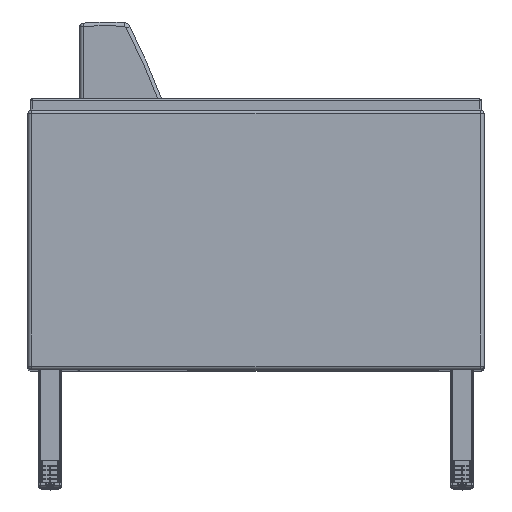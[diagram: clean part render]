
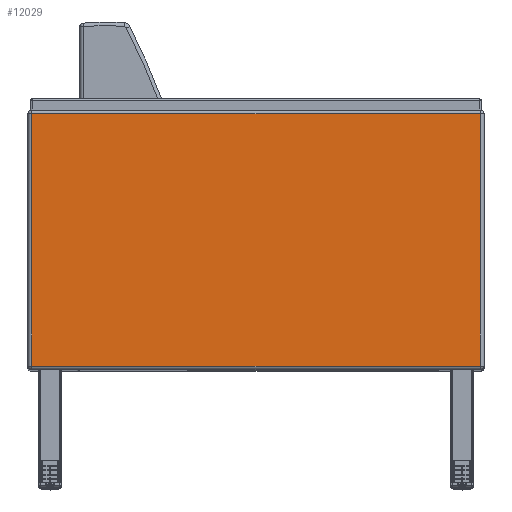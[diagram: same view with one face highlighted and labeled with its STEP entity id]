
A CAD part, top view. The second image highlights one B-rep face of the part: STEP entity #12029.
In plain terms, the highlighted planar face has unit normal (0, 0, 1).
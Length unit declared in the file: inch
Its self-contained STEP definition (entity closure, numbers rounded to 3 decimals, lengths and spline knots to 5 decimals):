
#1042=PLANE('',#12956);
#1293=LINE('',#18044,#2009);
#1295=LINE('',#18047,#2011);
#1305=LINE('',#18062,#2021);
#1307=LINE('',#18065,#2023);
#2009=VECTOR('',#14439,30.25);
#2011=VECTOR('',#14443,17.);
#2021=VECTOR('',#14463,17.);
#2023=VECTOR('',#14467,30.25);
#3013=FACE_OUTER_BOUND('',#3904,.T.);
#3904=EDGE_LOOP('',(#8412,#8413,#8414,#8415));
#5503=VERTEX_POINT('',#17980);
#5509=VERTEX_POINT('',#17994);
#5512=VERTEX_POINT('',#18001);
#5521=VERTEX_POINT('',#18022);
#6540=EDGE_CURVE('',#5512,#5521,#1293,.T.);
#6542=EDGE_CURVE('',#5521,#5509,#1295,.T.);
#6552=EDGE_CURVE('',#5503,#5512,#1305,.T.);
#6554=EDGE_CURVE('',#5509,#5503,#1307,.T.);
#8412=ORIENTED_EDGE('',*,*,#6540,.F.);
#8413=ORIENTED_EDGE('',*,*,#6552,.F.);
#8414=ORIENTED_EDGE('',*,*,#6554,.F.);
#8415=ORIENTED_EDGE('',*,*,#6542,.F.);
#12029=ADVANCED_FACE('',(#3013),#1042,.T.);
#12956=AXIS2_PLACEMENT_3D('',#18073,#14479,#14480);
#14439=DIRECTION('',(1.,0.,0.));
#14443=DIRECTION('',(0.,-1.,0.));
#14463=DIRECTION('',(0.,1.,0.));
#14467=DIRECTION('',(-1.,0.,0.));
#14479=DIRECTION('center_axis',(0.,0.,1.));
#14480=DIRECTION('ref_axis',(1.,0.,0.));
#17980=CARTESIAN_POINT('',(0.25,-17.25,8.5));
#17994=CARTESIAN_POINT('',(30.5,-17.25,8.5));
#18001=CARTESIAN_POINT('',(0.25,-0.25,8.5));
#18022=CARTESIAN_POINT('',(30.5,-0.25,8.5));
#18044=CARTESIAN_POINT('',(23.0625,-0.25,8.5));
#18047=CARTESIAN_POINT('',(30.5,-13.125,8.5));
#18062=CARTESIAN_POINT('',(0.25,-4.375,8.5));
#18065=CARTESIAN_POINT('',(7.6875,-17.25,8.5));
#18073=CARTESIAN_POINT('Origin',(15.375,-8.75,8.5));
